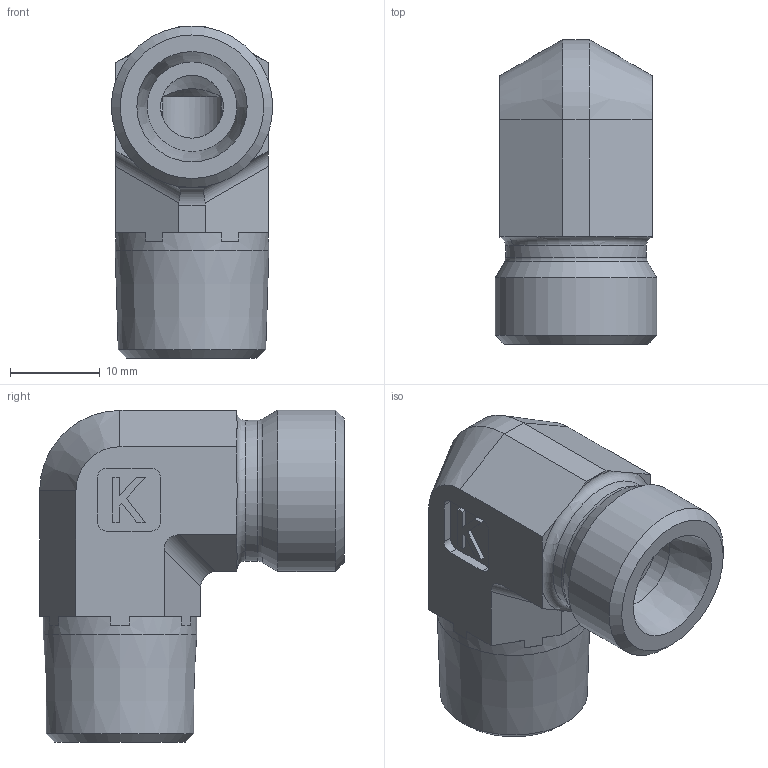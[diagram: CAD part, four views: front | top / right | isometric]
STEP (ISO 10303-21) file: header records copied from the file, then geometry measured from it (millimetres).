
FILE_DESCRIPTION((''),'2;1');
FILE_NAME('23003103818.stp','2014-08-27T10:39:46',(''),('KNOMI spol. s r. o.'),'Autodesk Inventor 2012','Autodesk Inventor 2012','');
FILE_SCHEMA(('AUTOMOTIVE_DESIGN { 1 2 10303 214 0 1 1 1 }'));
Length unit declared in the file: millimetre
Products named in the file (1): LHCR3 10SRkuž R3/8/M18x1
Bounding box: 18 x 33.95 x 37 mm (x, y, z)
Volume: 9925.3 mm3; surface area: 4516.4 mm2
Topology: 1 solids, 1 shells, 87 faces, 222 edges, 140 vertices
Faces by surface type: plane 53, cylinder 18, cone 14, torus 2
Full cylindrical faces by diameter (mm): 7 x2, 10 x1, 15.7 x1, 17.131 x1, 18 x1
Entity records: 2606 total; most frequent: CARTESIAN_POINT 529, DIRECTION 434, ORIENTED_EDGE 406, EDGE_CURVE 203, AXIS2_PLACEMENT_3D 154, VERTEX_POINT 135, VECTOR 126, LINE 126
